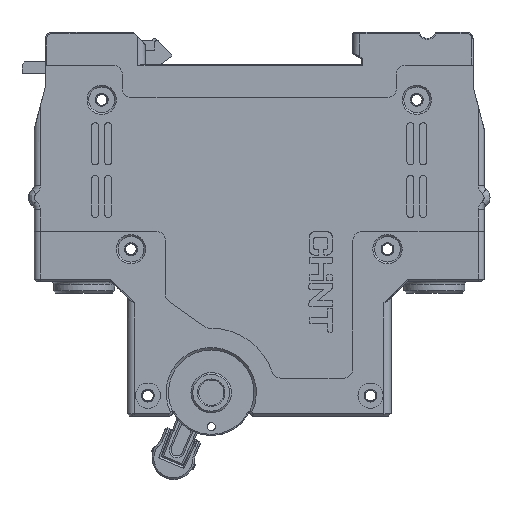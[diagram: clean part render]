
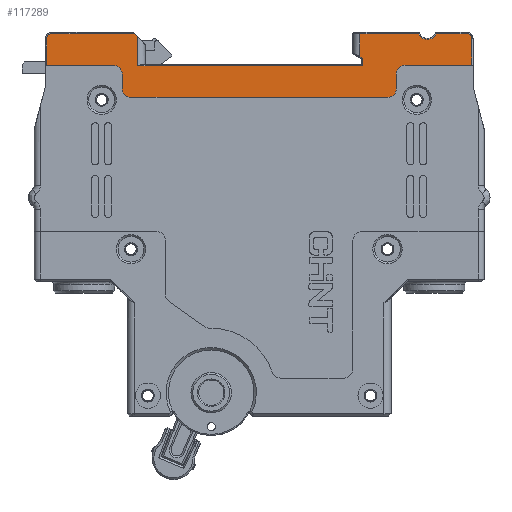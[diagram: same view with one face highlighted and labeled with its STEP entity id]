
A CAD part, front view. The second image highlights one B-rep face of the part: STEP entity #117289.
In plain terms, the highlighted planar face has unit normal (0, 1, 0).
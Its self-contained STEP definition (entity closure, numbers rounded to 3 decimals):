
#97390=DIRECTION('',(-0.866,0.,0.5));
#97391=VECTOR('',#97390,0.577);
#97392=CARTESIAN_POINT('',(17.7,-17.8,-210.618));
#97393=LINE('',#97392,#97391);
#97394=DIRECTION('',(0.707,0.,-0.707));
#97395=VECTOR('',#97394,0.849);
#97396=CARTESIAN_POINT('',(-21.3,-17.8,-206.433));
#97397=LINE('',#97396,#97395);
#97398=CARTESIAN_POINT('',(-35.4,-17.8,-207.333));
#97399=DIRECTION('',(0.,1.,0.));
#97400=DIRECTION('',(-1.,0.,0.));
#97401=AXIS2_PLACEMENT_3D('',#97398,#97399,#97400);
#97403=CARTESIAN_POINT('',(-24.9,-17.8,-213.333));
#97404=DIRECTION('',(0.,-1.,0.));
#97405=DIRECTION('',(1.,0.,0.));
#97406=AXIS2_PLACEMENT_3D('',#97403,#97404,#97405);
#97408=CARTESIAN_POINT('',(-21.9,-17.8,-215.833));
#97409=DIRECTION('',(0.,1.,0.));
#97410=DIRECTION('',(0.,0.,-1.));
#97411=AXIS2_PLACEMENT_3D('',#97408,#97409,#97410);
#97413=CARTESIAN_POINT('',(21.9,-17.8,-215.833));
#97414=DIRECTION('',(0.,1.,0.));
#97415=DIRECTION('',(1.,0.,0.));
#97416=AXIS2_PLACEMENT_3D('',#97413,#97414,#97415);
#97418=CARTESIAN_POINT('',(24.9,-17.8,-213.333));
#97419=DIRECTION('',(0.,-1.,0.));
#97420=DIRECTION('',(0.,0.,1.));
#97421=AXIS2_PLACEMENT_3D('',#97418,#97419,#97420);
#97423=CARTESIAN_POINT('',(35.5,-17.8,-207.233));
#97424=DIRECTION('',(0.,1.,0.));
#97425=DIRECTION('',(0.,0.,1.));
#97426=AXIS2_PLACEMENT_3D('',#97423,#97424,#97425);
#97428=CARTESIAN_POINT('',(28.7,-17.8,-205.733));
#97429=DIRECTION('',(0.,-1.,0.));
#97430=DIRECTION('',(-0.911,0.,-0.412));
#97431=AXIS2_PLACEMENT_3D('',#97428,#97429,#97430);
#97442=DIRECTION('',(0.,0.,-1.));
#97443=VECTOR('',#97442,3.896);
#97444=CARTESIAN_POINT('',(17.2,-17.8,-206.433));
#97445=LINE('',#97444,#97443);
#97478=DIRECTION('',(-1.,0.,0.));
#97479=VECTOR('',#97478,9.951);
#97480=CARTESIAN_POINT('',(27.151,-17.8,-206.433));
#97481=LINE('',#97480,#97479);
#97517=DIRECTION('',(-1.,0.,0.));
#97518=VECTOR('',#97517,5.251);
#97519=CARTESIAN_POINT('',(35.5,-17.8,
-206.433));
#97520=LINE('',#97519,#97518);
#97544=DIRECTION('',(0.,0.,1.));
#97545=VECTOR('',#97544,4.6);
#97546=CARTESIAN_POINT('',(36.3,-17.8,-211.833));
#97547=LINE('',#97546,#97545);
#97552=DIRECTION('',(1.,0.,0.));
#97553=VECTOR('',#97552,11.4);
#97554=CARTESIAN_POINT('',(24.9,-17.8,-211.833));
#97555=LINE('',#97554,#97553);
#97577=DIRECTION('',(0.,0.,1.));
#97578=VECTOR('',#97577,2.5);
#97579=CARTESIAN_POINT('',(23.4,-17.8,-215.833));
#97580=LINE('',#97579,#97578);
#97593=DIRECTION('',(1.,0.,0.));
#97594=VECTOR('',#97593,43.8);
#97595=CARTESIAN_POINT('',(-21.9,-17.8,-217.333));
#97596=LINE('',#97595,#97594);
#97609=DIRECTION('',(0.,0.,-1.));
#97610=VECTOR('',#97609,2.5);
#97611=CARTESIAN_POINT('',(-23.4,-17.8,-213.333));
#97612=LINE('',#97611,#97610);
#97625=DIRECTION('',(1.,0.,0.));
#97626=VECTOR('',#97625,11.4);
#97627=CARTESIAN_POINT('',(-36.3,-17.8,-211.833));
#97628=LINE('',#97627,#97626);
#97696=DIRECTION('',(0.,0.,1.));
#97697=VECTOR('',#97696,4.9);
#97698=CARTESIAN_POINT('',(-20.7,-17.8,-211.933));
#97699=LINE('',#97698,#97697);
#112809=DIRECTION('',(0.,0.,-1.));
#112810=VECTOR('',#112809,1.315);
#112811=CARTESIAN_POINT('',(17.7,-17.8,-210.618));
#112812=LINE('',#112811,#112810);
#112820=DIRECTION('',(-1.,0.,0.));
#112821=VECTOR('',#112820,38.4);
#112822=CARTESIAN_POINT('',(17.7,-17.8,-211.933));
#112823=LINE('',#112822,#112821);
#112832=DIRECTION('',(-1.,0.,
0.));
#112833=VECTOR('',#112832,14.1);
#112834=CARTESIAN_POINT('',(-21.3,-17.8,-206.433));
#112835=LINE('',#112834,#112833);
#112851=DIRECTION('',(0.,0.,
-1.));
#112852=VECTOR('',#112851,4.5);
#112853=CARTESIAN_POINT('',(-36.3,-17.8,
-207.333));
#112854=LINE('',#112853,#112852);
#112899=CARTESIAN_POINT('',(17.2,-17.8,-206.433));
#112900=CARTESIAN_POINT('',(17.2,-17.8,
-210.329));
#112901=VERTEX_POINT('',#112899);
#112902=VERTEX_POINT('',#112900);
#112903=CARTESIAN_POINT('',(17.7,-17.8,-210.618));
#112904=VERTEX_POINT('',#112903);
#112905=CARTESIAN_POINT('',(17.7,-17.8,-211.933));
#112906=VERTEX_POINT('',#112905);
#112907=CARTESIAN_POINT('',(-20.7,-17.8,-211.933));
#112908=VERTEX_POINT('',#112907);
#112909=CARTESIAN_POINT('',(-20.7,-17.8,-207.033));
#112910=VERTEX_POINT('',#112909);
#112911=CARTESIAN_POINT('',(-21.3,-17.8,-206.433));
#112912=VERTEX_POINT('',#112911);
#112913=CARTESIAN_POINT('',(-35.4,-17.8,
-206.433));
#112914=VERTEX_POINT('',#112913);
#112915=CARTESIAN_POINT('',(-36.3,-17.8,
-207.333));
#112916=VERTEX_POINT('',#112915);
#112917=CARTESIAN_POINT('',(-36.3,-17.8,-211.833));
#112918=VERTEX_POINT('',#112917);
#112919=CARTESIAN_POINT('',(-24.9,-17.8,-211.833));
#112920=VERTEX_POINT('',#112919);
#112921=CARTESIAN_POINT('',(-23.4,-17.8,-213.333));
#112922=VERTEX_POINT('',#112921);
#112923=CARTESIAN_POINT('',(-23.4,-17.8,-215.833));
#112924=VERTEX_POINT('',#112923);
#112925=CARTESIAN_POINT('',(-21.9,-17.8,-217.333));
#112926=VERTEX_POINT('',#112925);
#112927=CARTESIAN_POINT('',(21.9,-17.8,-217.333));
#112928=VERTEX_POINT('',#112927);
#112929=CARTESIAN_POINT('',(23.4,-17.8,-215.833));
#112930=VERTEX_POINT('',#112929);
#112931=CARTESIAN_POINT('',(23.4,-17.8,-213.333));
#112932=VERTEX_POINT('',#112931);
#112933=CARTESIAN_POINT('',(24.9,-17.8,-211.833));
#112934=VERTEX_POINT('',#112933);
#112935=CARTESIAN_POINT('',(36.3,-17.8,-211.833));
#112936=VERTEX_POINT('',#112935);
#112937=CARTESIAN_POINT('',(36.3,-17.8,
-207.233));
#112938=VERTEX_POINT('',#112937);
#112939=CARTESIAN_POINT('',(35.5,-17.8,
-206.433));
#112940=VERTEX_POINT('',#112939);
#112941=CARTESIAN_POINT('',(30.249,-17.8,-206.433));
#112942=VERTEX_POINT('',#112941);
#112943=CARTESIAN_POINT('',(27.151,-17.8,-206.433));
#112944=VERTEX_POINT('',#112943);
#117236=CARTESIAN_POINT('',(0.,-17.8,-211.883));
#117237=DIRECTION('',(0.,1.,0.));
#117238=DIRECTION('',(1.,0.,0.));
#117239=AXIS2_PLACEMENT_3D('',#117236,#117237,#117238);
#117240=PLANE('',#117239);
#117242=ORIENTED_EDGE('',*,*,#117241,.T.);
#117244=ORIENTED_EDGE('',*,*,#117243,.F.);
#117246=ORIENTED_EDGE('',*,*,#117245,.T.);
#117248=ORIENTED_EDGE('',*,*,#117247,.T.);
#117250=ORIENTED_EDGE('',*,*,#117249,.T.);
#117252=ORIENTED_EDGE('',*,*,#117251,.F.);
#117254=ORIENTED_EDGE('',*,*,#117253,.T.);
#117256=ORIENTED_EDGE('',*,*,#117255,.F.);
#117258=ORIENTED_EDGE('',*,*,#117257,.T.);
#117260=ORIENTED_EDGE('',*,*,#117259,.T.);
#117262=ORIENTED_EDGE('',*,*,#117261,.F.);
#117264=ORIENTED_EDGE('',*,*,#117263,.T.);
#117266=ORIENTED_EDGE('',*,*,#117265,.F.);
#117268=ORIENTED_EDGE('',*,*,#117267,.T.);
#117270=ORIENTED_EDGE('',*,*,#117269,.F.);
#117272=ORIENTED_EDGE('',*,*,#117271,.T.);
#117274=ORIENTED_EDGE('',*,*,#117273,.F.);
#117276=ORIENTED_EDGE('',*,*,#117275,.T.);
#117278=ORIENTED_EDGE('',*,*,#117277,.T.);
#117280=ORIENTED_EDGE('',*,*,#117279,.F.);
#117282=ORIENTED_EDGE('',*,*,#117281,.T.);
#117284=ORIENTED_EDGE('',*,*,#117283,.F.);
#117286=ORIENTED_EDGE('',*,*,#117285,.T.);
#117287=EDGE_LOOP('',(#117242,#117244,#117246,#117248,#117250,#117252,#117254,
#117256,#117258,#117260,#117262,#117264,#117266,#117268,#117270,#117272,#117274,
#117276,#117278,#117280,#117282,#117284,#117286));
#117288=FACE_OUTER_BOUND('',#117287,.F.);
#117289=ADVANCED_FACE('',(#117288),#117240,.T.);
#97402=CIRCLE('',#97401,0.9);
#97407=CIRCLE('',#97406,1.5);
#97412=CIRCLE('',#97411,1.5);
#97417=CIRCLE('',#97416,1.5);
#97422=CIRCLE('',#97421,1.5);
#97427=CIRCLE('',#97426,0.8);
#97432=CIRCLE('',#97431,1.7);
#117241=EDGE_CURVE('',#112901,#112902,#97445,.T.);
#117243=EDGE_CURVE('',#112904,#112902,#97393,.T.);
#117245=EDGE_CURVE('',#112904,#112906,#112812,.T.);
#117247=EDGE_CURVE('',#112906,#112908,#112823,.T.);
#117249=EDGE_CURVE('',#112908,#112910,#97699,.T.);
#117251=EDGE_CURVE('',#112912,#112910,#97397,.T.);
#117253=EDGE_CURVE('',#112912,#112914,#112835,.T.);
#117255=EDGE_CURVE('',#112916,#112914,#97402,.T.);
#117257=EDGE_CURVE('',#112916,#112918,#112854,.T.);
#117259=EDGE_CURVE('',#112918,#112920,#97628,.T.);
#117261=EDGE_CURVE('',#112922,#112920,#97407,.T.);
#117263=EDGE_CURVE('',#112922,#112924,#97612,.T.);
#117265=EDGE_CURVE('',#112926,#112924,#97412,.T.);
#117267=EDGE_CURVE('',#112926,#112928,#97596,.T.);
#117269=EDGE_CURVE('',#112930,#112928,#97417,.T.);
#117271=EDGE_CURVE('',#112930,#112932,#97580,.T.);
#117273=EDGE_CURVE('',#112934,#112932,#97422,.T.);
#117275=EDGE_CURVE('',#112934,#112936,#97555,.T.);
#117277=EDGE_CURVE('',#112936,#112938,#97547,.T.);
#117279=EDGE_CURVE('',#112940,#112938,#97427,.T.);
#117281=EDGE_CURVE('',#112940,#112942,#97520,.T.);
#117283=EDGE_CURVE('',#112944,#112942,#97432,.T.);
#117285=EDGE_CURVE('',#112944,#112901,#97481,.T.);
